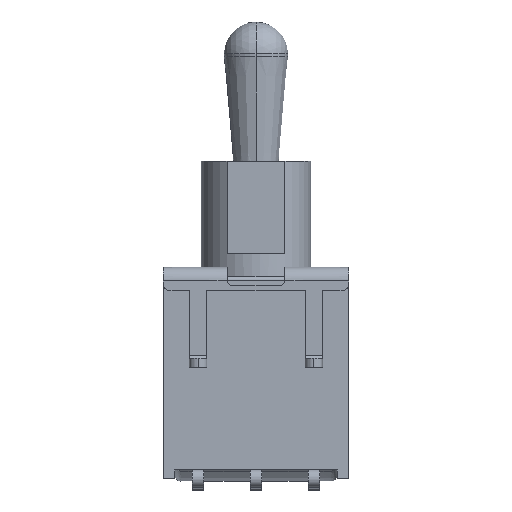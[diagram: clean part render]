
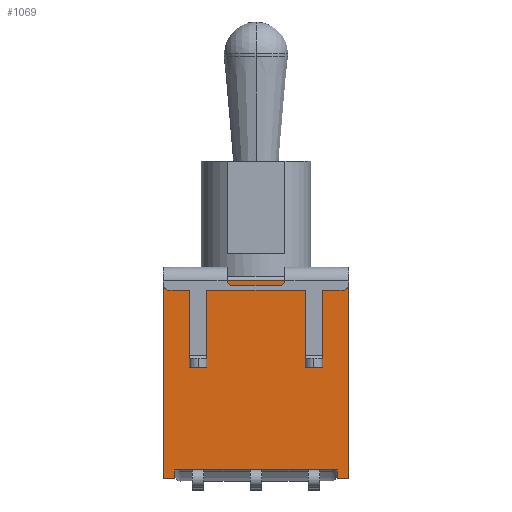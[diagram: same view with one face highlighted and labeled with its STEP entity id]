
A CAD part, front view. The second image highlights one B-rep face of the part: STEP entity #1069.
In plain terms, the highlighted planar face has unit normal (0, -1, 0).
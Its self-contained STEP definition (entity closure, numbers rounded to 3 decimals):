
#12 = EDGE_CURVE ( 'NONE', #4088, #830, #3191, .T. ) ;
#29 = VECTOR ( 'NONE', #868, 1000. ) ;
#33 = ORIENTED_EDGE ( 'NONE', *, *, #4608, .T. ) ;
#91 = PLANE ( 'NONE',  #3331 ) ;
#92 = CARTESIAN_POINT ( 'NONE',  ( -4.065, 0.675, -5.08 ) ) ;
#257 = EDGE_CURVE ( 'NONE', #645, #4286, #3180, .T. ) ;
#299 = DIRECTION ( 'NONE',  ( 0., 0., 1. ) ) ;
#320 = CARTESIAN_POINT ( 'NONE',  ( 3.565, 0.675, -5.08 ) ) ;
#552 = DIRECTION ( 'NONE',  ( 0., 0., -1. ) ) ;
#645 = VERTEX_POINT ( 'NONE', #2346 ) ;
#693 = VERTEX_POINT ( 'NONE', #3789 ) ;
#718 = ORIENTED_EDGE ( 'NONE', *, *, #3545, .F. ) ;
#830 = VERTEX_POINT ( 'NONE', #4657 ) ;
#868 = DIRECTION ( 'NONE',  ( 1., 0., 0. ) ) ;
#877 = VECTOR ( 'NONE', #2339, 1000. ) ;
#904 = VECTOR ( 'NONE', #3824, 1000. ) ;
#1069 = ADVANCED_FACE ( 'NONE', ( #2390 ), #91, .F. ) ;
#1179 = LINE ( 'NONE', #4192, #877 ) ;
#1254 = LINE ( 'NONE', #92, #29 ) ;
#1312 = VERTEX_POINT ( 'NONE', #1449 ) ;
#1449 = CARTESIAN_POINT ( 'NONE',  ( -3.565, 0.675, -5.08 ) ) ;
#1986 = EDGE_CURVE ( 'NONE', #830, #3327, #2040, .T. ) ;
#2040 = LINE ( 'NONE', #2114, #3201 ) ;
#2114 = CARTESIAN_POINT ( 'NONE',  ( -4.065, 0.675, -4.7 ) ) ;
#2144 = CARTESIAN_POINT ( 'NONE',  ( -4.065, 0.675, -5.08 ) ) ;
#2295 = CARTESIAN_POINT ( 'NONE',  ( -4.065, 0.675, 3.58 ) ) ;
#2339 = DIRECTION ( 'NONE',  ( 0., 0., 1. ) ) ;
#2346 = CARTESIAN_POINT ( 'NONE',  ( -4.065, 0.675, -5.08 ) ) ;
#2356 = CARTESIAN_POINT ( 'NONE',  ( -4.065, 0.675, 3.58 ) ) ;
#2390 = FACE_OUTER_BOUND ( 'NONE', #3926, .T. ) ;
#2707 = ORIENTED_EDGE ( 'NONE', *, *, #4214, .T. ) ;
#2713 = LINE ( 'NONE', #2356, #904 ) ;
#2748 = CARTESIAN_POINT ( 'NONE',  ( -4.065, 0.675, 3.58 ) ) ;
#2808 = LINE ( 'NONE', #3872, #2829 ) ;
#2829 = VECTOR ( 'NONE', #4284, 1000. ) ;
#2836 = CARTESIAN_POINT ( 'NONE',  ( 4.065, 0.675, 3.58 ) ) ;
#2878 = ORIENTED_EDGE ( 'NONE', *, *, #257, .F. ) ;
#2899 = CARTESIAN_POINT ( 'NONE',  ( 3.565, 0.675, -5.08 ) ) ;
#3180 = LINE ( 'NONE', #2748, #3916 ) ;
#3191 = LINE ( 'NONE', #320, #4164 ) ;
#3201 = VECTOR ( 'NONE', #3556, 1000. ) ;
#3296 = VECTOR ( 'NONE', #4403, 1000. ) ;
#3327 = VERTEX_POINT ( 'NONE', #4569 ) ;
#3331 = AXIS2_PLACEMENT_3D ( 'NONE', #2295, #3811, #552 ) ;
#3431 = EDGE_CURVE ( 'NONE', #4286, #3588, #2713, .T. ) ;
#3545 = EDGE_CURVE ( 'NONE', #3327, #1312, #2808, .T. ) ;
#3556 = DIRECTION ( 'NONE',  ( -1., 0., 0. ) ) ;
#3584 = LINE ( 'NONE', #2144, #3296 ) ;
#3588 = VERTEX_POINT ( 'NONE', #2836 ) ;
#3593 = EDGE_CURVE ( 'NONE', #4088, #693, #3584, .T. ) ;
#3789 = CARTESIAN_POINT ( 'NONE',  ( 4.065, 0.675, -5.08 ) ) ;
#3811 = DIRECTION ( 'NONE',  ( 0., 1., 0. ) ) ;
#3824 = DIRECTION ( 'NONE',  ( 1., 0., 0. ) ) ;
#3872 = CARTESIAN_POINT ( 'NONE',  ( -3.565, 0.675, -5.08 ) ) ;
#3916 = VECTOR ( 'NONE', #4552, 1000. ) ;
#3926 = EDGE_LOOP ( 'NONE', ( #4620, #4527, #4525, #33, #4697, #2878, #2707, #718 ) ) ;
#4088 = VERTEX_POINT ( 'NONE', #2899 ) ;
#4164 = VECTOR ( 'NONE', #299, 1000. ) ;
#4192 = CARTESIAN_POINT ( 'NONE',  ( 4.065, 0.675, 3.58 ) ) ;
#4214 = EDGE_CURVE ( 'NONE', #645, #1312, #1254, .T. ) ;
#4284 = DIRECTION ( 'NONE',  ( 0., 0., -1. ) ) ;
#4286 = VERTEX_POINT ( 'NONE', #4531 ) ;
#4403 = DIRECTION ( 'NONE',  ( 1., 0., 0. ) ) ;
#4525 = ORIENTED_EDGE ( 'NONE', *, *, #3593, .T. ) ;
#4527 = ORIENTED_EDGE ( 'NONE', *, *, #12, .F. ) ;
#4531 = CARTESIAN_POINT ( 'NONE',  ( -4.065, 0.675, 3.58 ) ) ;
#4552 = DIRECTION ( 'NONE',  ( 0., 0., 1. ) ) ;
#4569 = CARTESIAN_POINT ( 'NONE',  ( -3.565, 0.675, -4.7 ) ) ;
#4608 = EDGE_CURVE ( 'NONE', #693, #3588, #1179, .T. ) ;
#4620 = ORIENTED_EDGE ( 'NONE', *, *, #1986, .F. ) ;
#4657 = CARTESIAN_POINT ( 'NONE',  ( 3.565, 0.675, -4.7 ) ) ;
#4697 = ORIENTED_EDGE ( 'NONE', *, *, #3431, .F. ) ;
